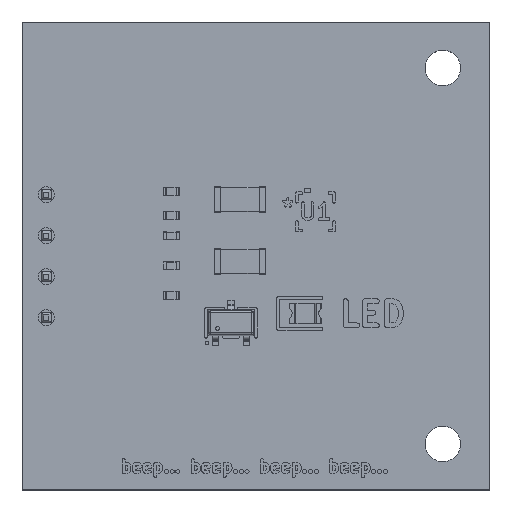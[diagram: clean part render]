
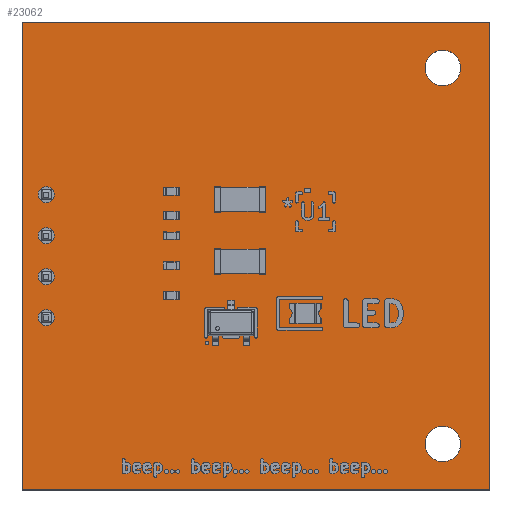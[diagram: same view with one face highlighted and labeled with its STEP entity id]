
A CAD part, top view. The second image highlights one B-rep face of the part: STEP entity #23062.
In plain terms, the highlighted planar face has unit normal (0, 0, 1).
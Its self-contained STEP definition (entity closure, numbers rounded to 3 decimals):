
#22884 = VERTEX_POINT('',#22885);
#22885 = CARTESIAN_POINT('',(154.5,-84.5,1.51));
#22891 = EDGE_CURVE('',#22884,#22892,#22894,.T.);
#22892 = VERTEX_POINT('',#22893);
#22893 = CARTESIAN_POINT('',(125.5,-84.5,1.51));
#22894 = LINE('',#22895,#22896);
#22895 = CARTESIAN_POINT('',(154.5,-84.5,1.51));
#22896 = VECTOR('',#22897,1.);
#22897 = DIRECTION('',(-1.,0.,0.));
#22924 = VERTEX_POINT('',#22925);
#22925 = CARTESIAN_POINT('',(154.5,-55.5,1.51));
#22931 = EDGE_CURVE('',#22924,#22884,#22932,.T.);
#22932 = LINE('',#22933,#22934);
#22933 = CARTESIAN_POINT('',(154.5,-55.5,1.51));
#22934 = VECTOR('',#22935,1.);
#22935 = DIRECTION('',(0.,-1.,0.));
#22953 = EDGE_CURVE('',#22892,#22954,#22956,.T.);
#22954 = VERTEX_POINT('',#22955);
#22955 = CARTESIAN_POINT('',(125.5,-55.5,1.51));
#22956 = LINE('',#22957,#22958);
#22957 = CARTESIAN_POINT('',(125.5,-84.5,1.51));
#22958 = VECTOR('',#22959,1.);
#22959 = DIRECTION('',(0.,1.,0.));
#23062 = ADVANCED_FACE('',(#23063,#23074,#23085,#23096,#23107,#23118,
    #23129),#23140,.T.);
#23063 = FACE_BOUND('',#23064,.T.);
#23064 = EDGE_LOOP('',(#23065,#23066,#23067,#23073));
#23065 = ORIENTED_EDGE('',*,*,#22891,.F.);
#23066 = ORIENTED_EDGE('',*,*,#22931,.F.);
#23067 = ORIENTED_EDGE('',*,*,#23068,.F.);
#23068 = EDGE_CURVE('',#22954,#22924,#23069,.T.);
#23069 = LINE('',#23070,#23071);
#23070 = CARTESIAN_POINT('',(125.5,-55.5,1.51));
#23071 = VECTOR('',#23072,1.);
#23072 = DIRECTION('',(1.,0.,0.));
#23073 = ORIENTED_EDGE('',*,*,#22953,.F.);
#23074 = FACE_BOUND('',#23075,.T.);
#23075 = EDGE_LOOP('',(#23076));
#23076 = ORIENTED_EDGE('',*,*,#23077,.T.);
#23077 = EDGE_CURVE('',#23078,#23078,#23080,.T.);
#23078 = VERTEX_POINT('',#23079);
#23079 = CARTESIAN_POINT('',(127.,-74.32,1.51));
#23080 = CIRCLE('',#23081,0.5);
#23081 = AXIS2_PLACEMENT_3D('',#23082,#23083,#23084);
#23082 = CARTESIAN_POINT('',(127.,-73.82,1.51));
#23083 = DIRECTION('',(-0.,0.,-1.));
#23084 = DIRECTION('',(-0.,-1.,0.));
#23085 = FACE_BOUND('',#23086,.T.);
#23086 = EDGE_LOOP('',(#23087));
#23087 = ORIENTED_EDGE('',*,*,#23088,.T.);
#23088 = EDGE_CURVE('',#23089,#23089,#23091,.T.);
#23089 = VERTEX_POINT('',#23090);
#23090 = CARTESIAN_POINT('',(127.,-71.78,1.51));
#23091 = CIRCLE('',#23092,0.5);
#23092 = AXIS2_PLACEMENT_3D('',#23093,#23094,#23095);
#23093 = CARTESIAN_POINT('',(127.,-71.28,1.51));
#23094 = DIRECTION('',(-0.,0.,-1.));
#23095 = DIRECTION('',(-0.,-1.,0.));
#23096 = FACE_BOUND('',#23097,.T.);
#23097 = EDGE_LOOP('',(#23098));
#23098 = ORIENTED_EDGE('',*,*,#23099,.T.);
#23099 = EDGE_CURVE('',#23100,#23100,#23102,.T.);
#23100 = VERTEX_POINT('',#23101);
#23101 = CARTESIAN_POINT('',(151.583,-82.75,1.51));
#23102 = CIRCLE('',#23103,1.1);
#23103 = AXIS2_PLACEMENT_3D('',#23104,#23105,#23106);
#23104 = CARTESIAN_POINT('',(151.583,-81.65,1.51));
#23105 = DIRECTION('',(-0.,0.,-1.));
#23106 = DIRECTION('',(-0.,-1.,0.));
#23107 = FACE_BOUND('',#23108,.T.);
#23108 = EDGE_LOOP('',(#23109));
#23109 = ORIENTED_EDGE('',*,*,#23110,.T.);
#23110 = EDGE_CURVE('',#23111,#23111,#23113,.T.);
#23111 = VERTEX_POINT('',#23112);
#23112 = CARTESIAN_POINT('',(127.,-69.24,1.51));
#23113 = CIRCLE('',#23114,0.5);
#23114 = AXIS2_PLACEMENT_3D('',#23115,#23116,#23117);
#23115 = CARTESIAN_POINT('',(127.,-68.74,1.51));
#23116 = DIRECTION('',(-0.,0.,-1.));
#23117 = DIRECTION('',(-0.,-1.,0.));
#23118 = FACE_BOUND('',#23119,.T.);
#23119 = EDGE_LOOP('',(#23120));
#23120 = ORIENTED_EDGE('',*,*,#23121,.T.);
#23121 = EDGE_CURVE('',#23122,#23122,#23124,.T.);
#23122 = VERTEX_POINT('',#23123);
#23123 = CARTESIAN_POINT('',(127.,-66.7,1.51));
#23124 = CIRCLE('',#23125,0.5);
#23125 = AXIS2_PLACEMENT_3D('',#23126,#23127,#23128);
#23126 = CARTESIAN_POINT('',(127.,-66.2,1.51));
#23127 = DIRECTION('',(-0.,0.,-1.));
#23128 = DIRECTION('',(-0.,-1.,0.));
#23129 = FACE_BOUND('',#23130,.T.);
#23130 = EDGE_LOOP('',(#23131));
#23131 = ORIENTED_EDGE('',*,*,#23132,.T.);
#23132 = EDGE_CURVE('',#23133,#23133,#23135,.T.);
#23133 = VERTEX_POINT('',#23134);
#23134 = CARTESIAN_POINT('',(151.583,-59.45,1.51));
#23135 = CIRCLE('',#23136,1.1);
#23136 = AXIS2_PLACEMENT_3D('',#23137,#23138,#23139);
#23137 = CARTESIAN_POINT('',(151.583,-58.35,1.51));
#23138 = DIRECTION('',(-0.,0.,-1.));
#23139 = DIRECTION('',(-0.,-1.,0.));
#23140 = PLANE('',#23141);
#23141 = AXIS2_PLACEMENT_3D('',#23142,#23143,#23144);
#23142 = CARTESIAN_POINT('',(0.,0.,1.51));
#23143 = DIRECTION('',(0.,0.,1.));
#23144 = DIRECTION('',(1.,0.,-0.));
